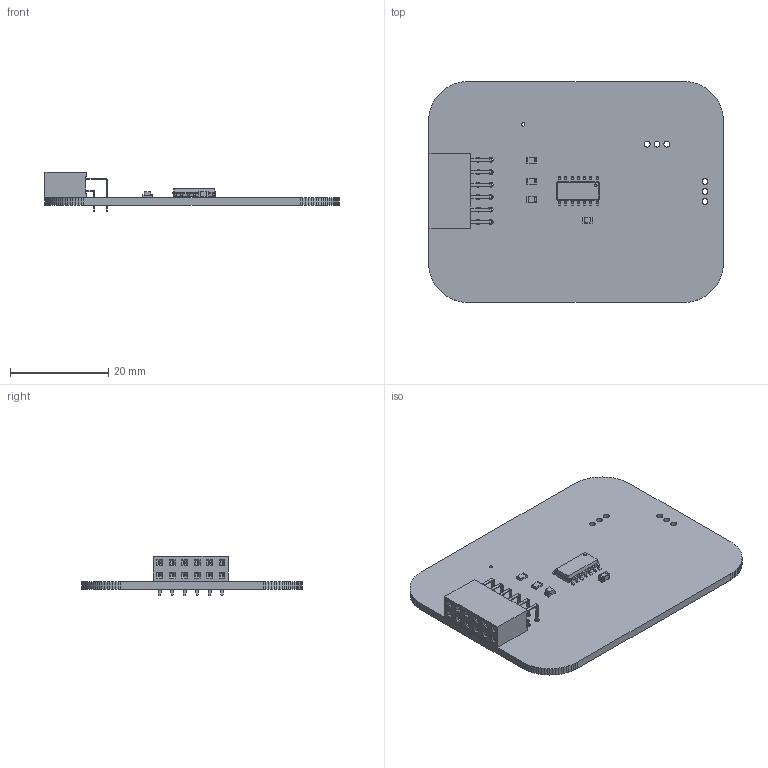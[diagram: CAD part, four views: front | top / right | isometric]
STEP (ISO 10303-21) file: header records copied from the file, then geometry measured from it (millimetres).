
FILE_DESCRIPTION(('KiCad electronic assembly'),'2;1');
FILE_NAME('GameRockerShaft.step','2023-07-11T18:48:28',('Pcbnew'),( 'Kicad'),'Open CASCADE STEP processor 7.6','KiCad to STEP converter' ,'Unknown');
FILE_SCHEMA(('AUTOMOTIVE_DESIGN { 1 0 10303 214 1 1 1 1 }'));
Length unit declared in the file: millimetre
Products named in the file (12): GameRockerShaft 1; SOIC-14_3.9x8.7mm_P1.27mm; SOLID; C_0805_2012Metric; PinSocket_2x06_P2.54mm_Horizontal; R_0805_2012Metric; LED_0805_2012Metric; _autosave-GameRockerShaft PCB
Assembly tree (12 placements, depth 3):
  GameRockerShaft 1
    SOIC-14_3.9x8.7mm_P1.27mm
      SOLID
    C_0805_2012Metric
      SOLID
    PinSocket_2x06_P2.54mm_Horizontal
      SOLID
    R_0805_2012Metric  x2
      SOLID
    LED_0805_2012Metric
      SOLID
    _autosave-GameRockerShaft PCB
Bounding box: 60 x 45 x 7.98 mm (x, y, z)
Volume: 4841.8 mm3; surface area: 6733.5 mm2
Topology: 7 solids, 7 shells, 919 faces, 2451 edges, 1586 vertices
Faces by surface type: plane 745, cylinder 136, bspline 38
Full cylindrical faces by diameter (mm): 0.6 x1, 0.7 x1, 1 x12, 1.2 x6
Entity records: 64352 total; most frequent: CARTESIAN_POINT 10701, DIRECTION 8881, LINE 6523, VECTOR 6523, ORIENTED_EDGE 4766, PCURVE 4766, DEFINITIONAL_REPRESENTATION 4766, EDGE_CURVE 2383
